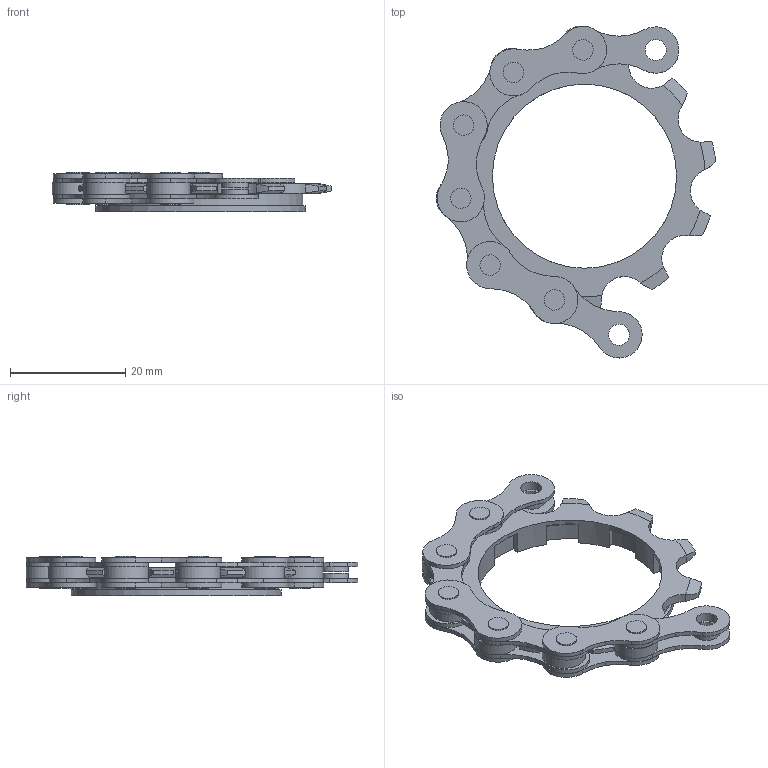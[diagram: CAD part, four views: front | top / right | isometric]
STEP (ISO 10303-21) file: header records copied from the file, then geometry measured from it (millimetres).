
FILE_DESCRIPTION(/* description */ (''),/* implementation_level */ '2;1');
FILE_NAME(/* name */ 'zlozenie_11s_zuzyty.stp',/* time_stamp */ '2022-05-10T21:59:57+02:00',/* author */ ('wilus'),/* organization */ (''),/* preprocessor_version */ 'ST-DEVELOPER v18.1',/* originating_system */ 'Autodesk Inventor 2022',/* authorisation */ '');
FILE_SCHEMA (('CONFIG_CONTROL_DESIGN'));
Length unit declared in the file: millimetre
Products named in the file (6): zlozenie_11s_zuzyty; 11t_11s; bl_zewn_x11z; bl_wewn_x11n; pin_x11z; rolka zuzyta 11s
Assembly tree (27 placements, depth 2):
  zlozenie_11s_zuzyty
    11t_11s
    bl_wewn_x11n  x8
    bl_zewn_x11z  x6
    pin_x11z  x6
    rolka zuzyta 11s  x6
Bounding box: 48.58 x 57.69 x 6.8 mm (x, y, z)
Volume: 3105.5 mm3; surface area: 7903.3 mm2
Topology: 27 solids, 27 shells, 506 faces, 1217 edges, 802 vertices
Faces by surface type: cylinder 221, bspline 143, plane 111, cone 31
Full cylindrical faces by diameter (mm): 3.5 x12, 3.55 x12, 3.65 x16, 4.7 x16, 5.1 x6, 5.6 x12, 7.55 x6, 32 x1, 35.5 x1, 36.5 x1
Entity records: 6746 total; most frequent: CARTESIAN_POINT 1977, ORIENTED_EDGE 954, DIRECTION 943, EDGE_CURVE 477, AXIS2_PLACEMENT_3D 379, VERTEX_POINT 315, CIRCLE 201, EDGE_LOOP 196
